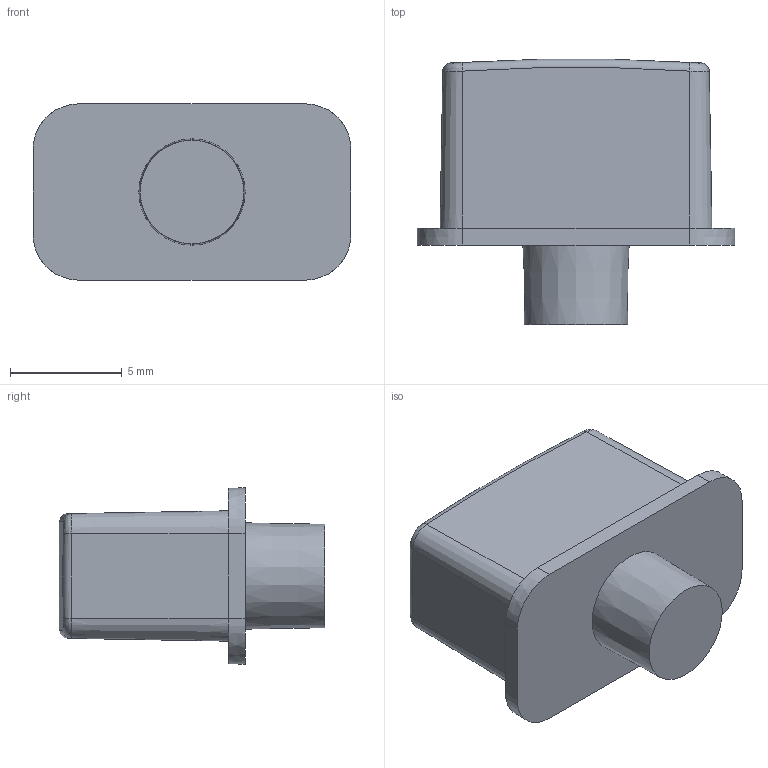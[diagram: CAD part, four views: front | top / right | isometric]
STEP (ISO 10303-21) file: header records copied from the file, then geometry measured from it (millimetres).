
FILE_DESCRIPTION(/* description */ (''),/* implementation_level */ '2;1');
FILE_NAME(/* name */ 'LCD Button.ipt.step',/* time_stamp */ '2020-04-16T23:11:37-04:00',/* author */ ('Hannah'),/* organization */ (''),/* preprocessor_version */ 'ST-DEVELOPER v17',/* originating_system */ 'Autodesk Inventor 2019',/* authorisation */ '');
FILE_SCHEMA (('AUTOMOTIVE_DESIGN { 1 0 10303 214 3 1 1 }'));
Length unit declared in the file: inch
Products named in the file (1): LCD Button
Bounding box: 14.25 x 11.88 x 7.9 mm (x, y, z)
Volume: 656.4 mm3; surface area: 544.1 mm2
Topology: 1 solids, 1 shells, 29 faces, 69 edges, 44 vertices
Faces by surface type: plane 11, cone 9, torus 4, bspline 4, sphere 1
Entity records: 1300 total; most frequent: CARTESIAN_POINT 583, DIRECTION 145, ORIENTED_EDGE 138, EDGE_CURVE 69, AXIS2_PLACEMENT_3D 58, VERTEX_POINT 44, CIRCLE 32, EDGE_LOOP 31
